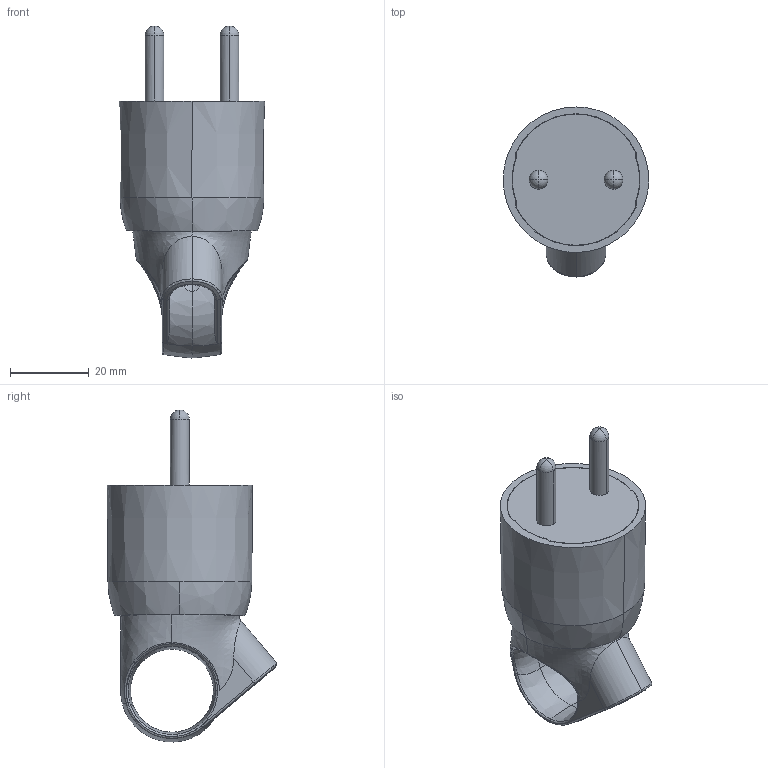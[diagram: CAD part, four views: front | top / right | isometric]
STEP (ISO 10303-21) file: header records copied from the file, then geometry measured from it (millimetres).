
FILE_DESCRIPTION(('CATIA V5 STEP Exchange','CAx-IF Rec.Pracs.--- Model Styling and Organization---1.5--- 2016-08-15','CAx-IF Rec.Pracs.---Supplemental Geometry---1.0---2011-11-01','CAx-IF Rec.Pracs.--- Composite Materials ---1.1---2010-07-15'),'2;1');
FILE_NAME('050428.stp','2024-11-08T08:38:31+00:00',('none'),('none'),'CATIA Version 5-6 Release 2020 SP5','CATIA V5 STEP AP214 v2','none');
FILE_SCHEMA(('AUTOMOTIVE_DESIGN { 1 0 10303 214 1 1 1 1 }'));
Length unit declared in the file: millimetre
Products named in the file (1): A002500_A _AllCATPart
Bounding box: 36.85 x 43.01 x 84.09 mm (x, y, z)
Volume: 14939 mm3; surface area: 16272.4 mm2
Topology: 5 solids, 5 shells, 260 faces, 722 edges, 458 vertices
Faces by surface type: bspline 90, cylinder 59, plane 49, cone 39, torus 10, sphere 10, extrusion 3
Entity records: 21237 total; most frequent: CARTESIAN_POINT 15943, ORIENTED_EDGE 1410, EDGE_CURVE 705, DIRECTION 569, VERTEX_POINT 457, B_SPLINE_CURVE_WITH_KNOTS 446, EDGE_LOOP 270, AXIS2_PLACEMENT_3D 267
